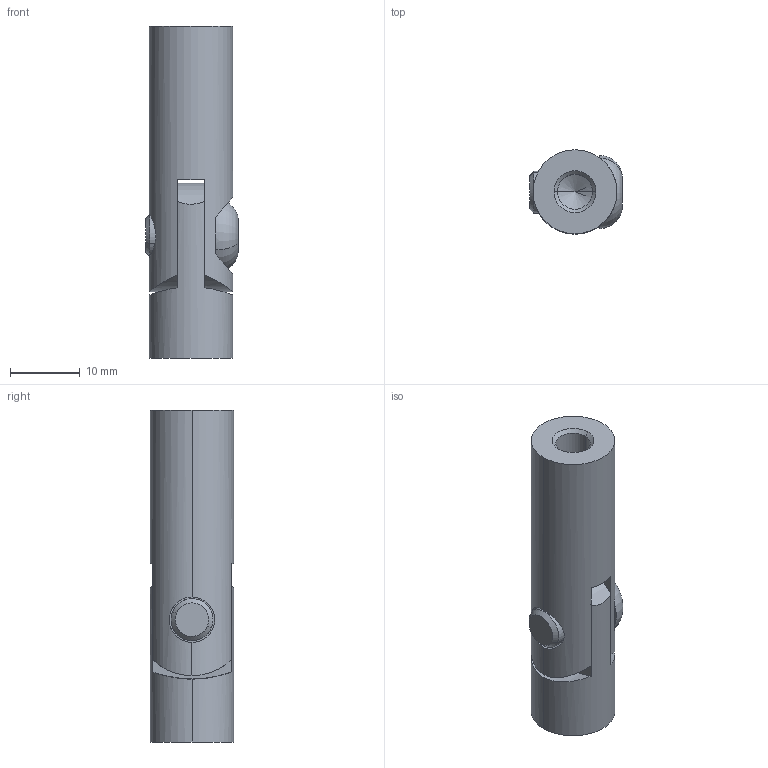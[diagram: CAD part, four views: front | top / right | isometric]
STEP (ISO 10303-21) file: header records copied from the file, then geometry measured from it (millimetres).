
FILE_DESCRIPTION (( 'STEP AP203' ), '1' );
FILE_NAME ('A14_7334-M6.STEP', '2023-11-27T09:19:09', ( '' ), ( '' ), 'SwSTEP 2.0', 'SolidWorks 2019', '' );
FILE_SCHEMA (( 'CONFIG_CONTROL_DESIGN' ));
Length unit declared in the file: millimetre
Products named in the file (4): SKRUTKA stn iso 7380_M6x12; A14_7334-M6.P1; A14_7334-M6; A14_7334-M6.P2
Assembly tree (3 placements, depth 2):
  A14_7334-M6
    A14_7334-M6.P1
    A14_7334-M6.P2
    SKRUTKA stn iso 7380_M6x12
Bounding box: 13.28 x 12 x 47.5 mm (x, y, z)
Volume: 4706.4 mm3; surface area: 3784.1 mm2
Topology: 3 solids, 3 shells, 71 faces, 172 edges, 103 vertices
Faces by surface type: cylinder 25, cone 22, plane 22, torus 2
Entity records: 2736 total; most frequent: CARTESIAN_POINT 702, DIRECTION 352, ORIENTED_EDGE 332, EDGE_CURVE 166, AXIS2_PLACEMENT_3D 143, VERTEX_POINT 103, EDGE_LOOP 79, ADVANCED_FACE 71
